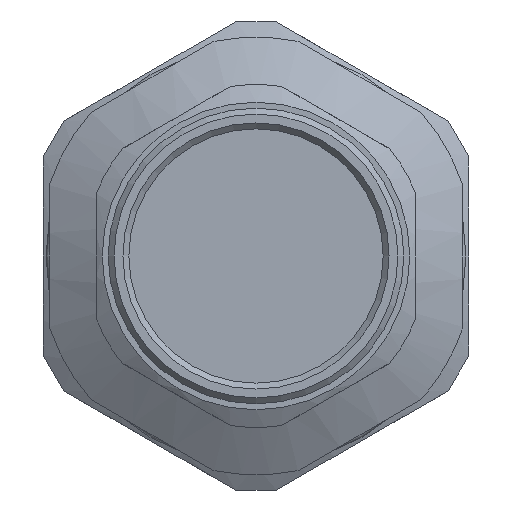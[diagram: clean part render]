
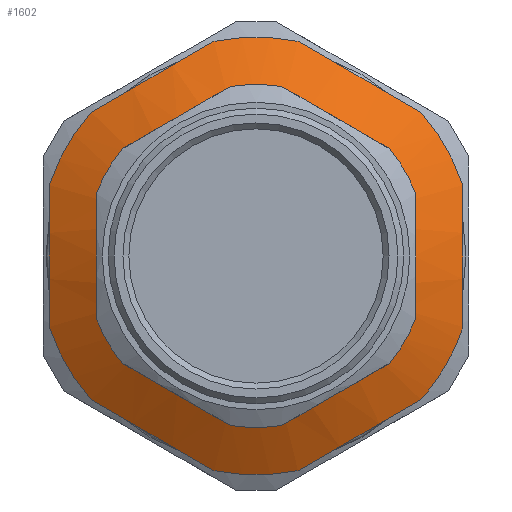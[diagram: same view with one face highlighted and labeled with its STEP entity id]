
A CAD part, left-side view. The second image highlights one B-rep face of the part: STEP entity #1602.
In plain terms, the highlighted conical face has half-angle 60 degrees and reference radius 15.9 mm.
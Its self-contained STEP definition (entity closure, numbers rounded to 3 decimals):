
#41=(
BOUNDED_CURVE()
B_SPLINE_CURVE(2,(#2696,#2697,#2698),.UNSPECIFIED.,.F.,.F.)
B_SPLINE_CURVE_WITH_KNOTS((3,3),(0.,1.206),.UNSPECIFIED.)
CURVE()
GEOMETRIC_REPRESENTATION_ITEM()
RATIONAL_B_SPLINE_CURVE((1.,1.057,1.))
REPRESENTATION_ITEM('')
);
#43=(
BOUNDED_CURVE()
B_SPLINE_CURVE(2,(#2709,#2710,#2711),.UNSPECIFIED.,.F.,.F.)
B_SPLINE_CURVE_WITH_KNOTS((3,3),(0.,1.206),.UNSPECIFIED.)
CURVE()
GEOMETRIC_REPRESENTATION_ITEM()
RATIONAL_B_SPLINE_CURVE((1.,1.057,1.))
REPRESENTATION_ITEM('')
);
#45=(
BOUNDED_CURVE()
B_SPLINE_CURVE(2,(#2722,#2723,#2724),.UNSPECIFIED.,.F.,.F.)
B_SPLINE_CURVE_WITH_KNOTS((3,3),(0.,1.206),.UNSPECIFIED.)
CURVE()
GEOMETRIC_REPRESENTATION_ITEM()
RATIONAL_B_SPLINE_CURVE((1.,1.057,1.))
REPRESENTATION_ITEM('')
);
#47=(
BOUNDED_CURVE()
B_SPLINE_CURVE(2,(#2735,#2736,#2737),.UNSPECIFIED.,.F.,.F.)
B_SPLINE_CURVE_WITH_KNOTS((3,3),(0.,1.206),.UNSPECIFIED.)
CURVE()
GEOMETRIC_REPRESENTATION_ITEM()
RATIONAL_B_SPLINE_CURVE((1.,1.057,1.))
REPRESENTATION_ITEM('')
);
#49=(
BOUNDED_CURVE()
B_SPLINE_CURVE(2,(#2748,#2749,#2750),.UNSPECIFIED.,.F.,.F.)
B_SPLINE_CURVE_WITH_KNOTS((3,3),(0.,1.206),.UNSPECIFIED.)
CURVE()
GEOMETRIC_REPRESENTATION_ITEM()
RATIONAL_B_SPLINE_CURVE((1.,1.057,1.))
REPRESENTATION_ITEM('')
);
#51=(
BOUNDED_CURVE()
B_SPLINE_CURVE(2,(#2761,#2762,#2763),.UNSPECIFIED.,.F.,.F.)
B_SPLINE_CURVE_WITH_KNOTS((3,3),(0.,1.206),.UNSPECIFIED.)
CURVE()
GEOMETRIC_REPRESENTATION_ITEM()
RATIONAL_B_SPLINE_CURVE((1.,1.057,1.))
REPRESENTATION_ITEM('')
);
#85=CONICAL_SURFACE('',#1751,15.9,1.047);
#204=FACE_OUTER_BOUND('',#301,.T.);
#301=EDGE_LOOP('',(#1175,#1176,#1177,#1178,#1179,#1180,#1181,#1182,#1183,
#1184,#1185,#1186,#1187,#1188,#1189,#1190,#1191));
#392=LINE('',#2797,#467);
#467=VECTOR('',#2035,15.9);
#509=CIRCLE('',#1679,13.3);
#510=CIRCLE('',#1680,13.3);
#538=CIRCLE('',#1741,18.5);
#539=CIRCLE('',#1742,18.5);
#540=CIRCLE('',#1744,18.5);
#541=CIRCLE('',#1746,18.5);
#542=CIRCLE('',#1748,18.5);
#543=CIRCLE('',#1750,18.5);
#544=CIRCLE('',#1752,18.5);
#593=VERTEX_POINT('',#2273);
#594=VERTEX_POINT('',#2274);
#646=VERTEX_POINT('',#2694);
#647=VERTEX_POINT('',#2695);
#650=VERTEX_POINT('',#2707);
#651=VERTEX_POINT('',#2708);
#654=VERTEX_POINT('',#2720);
#655=VERTEX_POINT('',#2721);
#658=VERTEX_POINT('',#2733);
#659=VERTEX_POINT('',#2734);
#662=VERTEX_POINT('',#2746);
#663=VERTEX_POINT('',#2747);
#666=VERTEX_POINT('',#2759);
#667=VERTEX_POINT('',#2760);
#672=VERTEX_POINT('',#2784);
#744=EDGE_CURVE('',#593,#594,#509,.T.);
#745=EDGE_CURVE('',#594,#593,#510,.T.);
#820=EDGE_CURVE('',#646,#647,#41,.T.);
#824=EDGE_CURVE('',#650,#651,#43,.T.);
#828=EDGE_CURVE('',#654,#655,#45,.T.);
#832=EDGE_CURVE('',#658,#659,#47,.T.);
#836=EDGE_CURVE('',#662,#663,#49,.T.);
#840=EDGE_CURVE('',#666,#667,#51,.T.);
#853=EDGE_CURVE('',#646,#672,#538,.T.);
#854=EDGE_CURVE('',#672,#667,#539,.T.);
#855=EDGE_CURVE('',#666,#663,#540,.T.);
#856=EDGE_CURVE('',#662,#659,#541,.T.);
#857=EDGE_CURVE('',#658,#655,#542,.T.);
#858=EDGE_CURVE('',#654,#651,#543,.T.);
#859=EDGE_CURVE('',#650,#647,#544,.T.);
#860=EDGE_CURVE('',#672,#593,#392,.T.);
#1175=ORIENTED_EDGE('',*,*,#853,.F.);
#1176=ORIENTED_EDGE('',*,*,#820,.T.);
#1177=ORIENTED_EDGE('',*,*,#859,.F.);
#1178=ORIENTED_EDGE('',*,*,#824,.T.);
#1179=ORIENTED_EDGE('',*,*,#858,.F.);
#1180=ORIENTED_EDGE('',*,*,#828,.T.);
#1181=ORIENTED_EDGE('',*,*,#857,.F.);
#1182=ORIENTED_EDGE('',*,*,#832,.T.);
#1183=ORIENTED_EDGE('',*,*,#856,.F.);
#1184=ORIENTED_EDGE('',*,*,#836,.T.);
#1185=ORIENTED_EDGE('',*,*,#855,.F.);
#1186=ORIENTED_EDGE('',*,*,#840,.T.);
#1187=ORIENTED_EDGE('',*,*,#854,.F.);
#1188=ORIENTED_EDGE('',*,*,#860,.T.);
#1189=ORIENTED_EDGE('',*,*,#744,.T.);
#1190=ORIENTED_EDGE('',*,*,#745,.T.);
#1191=ORIENTED_EDGE('',*,*,#860,.F.);
#1602=ADVANCED_FACE('',(#204),#85,.T.);
#1679=AXIS2_PLACEMENT_3D('',#2275,#1854,#1855);
#1680=AXIS2_PLACEMENT_3D('',#2276,#1856,#1857);
#1741=AXIS2_PLACEMENT_3D('',#2785,#2011,#2012);
#1742=AXIS2_PLACEMENT_3D('',#2786,#2013,#2014);
#1744=AXIS2_PLACEMENT_3D('',#2788,#2017,#2018);
#1746=AXIS2_PLACEMENT_3D('',#2790,#2021,#2022);
#1748=AXIS2_PLACEMENT_3D('',#2792,#2025,#2026);
#1750=AXIS2_PLACEMENT_3D('',#2794,#2029,#2030);
#1751=AXIS2_PLACEMENT_3D('',#2795,#2031,#2032);
#1752=AXIS2_PLACEMENT_3D('',#2796,#2033,#2034);
#1854=DIRECTION('center_axis',(1.,0.,0.));
#1855=DIRECTION('ref_axis',(0.,-1.,0.));
#1856=DIRECTION('center_axis',(1.,0.,0.));
#1857=DIRECTION('ref_axis',(0.,-1.,0.));
#2011=DIRECTION('center_axis',(1.,0.,0.));
#2012=DIRECTION('ref_axis',(0.,0.5,-0.866));
#2013=DIRECTION('center_axis',(1.,0.,0.));
#2014=DIRECTION('ref_axis',(0.,0.5,-0.866));
#2017=DIRECTION('center_axis',(1.,0.,0.));
#2018=DIRECTION('ref_axis',(0.,0.5,-0.866));
#2021=DIRECTION('center_axis',(1.,0.,0.));
#2022=DIRECTION('ref_axis',(0.,0.5,-0.866));
#2025=DIRECTION('center_axis',(1.,0.,0.));
#2026=DIRECTION('ref_axis',(0.,0.5,-0.866));
#2029=DIRECTION('center_axis',(1.,0.,0.));
#2030=DIRECTION('ref_axis',(0.,0.5,-0.866));
#2031=DIRECTION('center_axis',(1.,0.,0.));
#2032=DIRECTION('ref_axis',(0.,0.866,0.5));
#2033=DIRECTION('center_axis',(1.,0.,0.));
#2034=DIRECTION('ref_axis',(0.,0.5,-0.866));
#2035=DIRECTION('',(-0.5,0.75,0.433));
#2273=CARTESIAN_POINT('',(21.53,-10.02,-6.65));
#2274=CARTESIAN_POINT('',(21.53,14.799,0.));
#2275=CARTESIAN_POINT('Origin',(21.53,1.499,0.));
#2276=CARTESIAN_POINT('Origin',(21.53,1.499,0.));
#2694=CARTESIAN_POINT('',(24.532,-16.001,-6.));
#2695=CARTESIAN_POINT('',(24.532,-16.001,6.));
#2696=CARTESIAN_POINT('Ctrl Pts',(24.532,-16.001,-6.));
#2697=CARTESIAN_POINT('Ctrl Pts',(23.408,-16.001,0.));
#2698=CARTESIAN_POINT('Ctrl Pts',(24.532,-16.001,6.));
#2707=CARTESIAN_POINT('',(24.532,-12.447,12.155));
#2708=CARTESIAN_POINT('',(24.532,-2.055,18.155));
#2709=CARTESIAN_POINT('Ctrl Pts',(24.532,-12.447,12.155));
#2710=CARTESIAN_POINT('Ctrl Pts',(23.408,-7.251,15.155));
#2711=CARTESIAN_POINT('Ctrl Pts',(24.532,-2.055,18.155));
#2720=CARTESIAN_POINT('',(24.532,5.053,18.155));
#2721=CARTESIAN_POINT('',(24.532,15.445,12.155));
#2722=CARTESIAN_POINT('Ctrl Pts',(24.532,5.053,18.155));
#2723=CARTESIAN_POINT('Ctrl Pts',(23.408,10.249,15.155));
#2724=CARTESIAN_POINT('Ctrl Pts',(24.532,15.445,12.155));
#2733=CARTESIAN_POINT('',(24.532,18.999,6.));
#2734=CARTESIAN_POINT('',(24.532,18.999,-6.));
#2735=CARTESIAN_POINT('Ctrl Pts',(24.532,18.999,6.));
#2736=CARTESIAN_POINT('Ctrl Pts',(23.408,18.999,0.));
#2737=CARTESIAN_POINT('Ctrl Pts',(24.532,18.999,-6.));
#2746=CARTESIAN_POINT('',(24.532,15.445,-12.155));
#2747=CARTESIAN_POINT('',(24.532,5.053,-18.155));
#2748=CARTESIAN_POINT('Ctrl Pts',(24.532,15.445,-12.155));
#2749=CARTESIAN_POINT('Ctrl Pts',(23.408,10.249,-15.155));
#2750=CARTESIAN_POINT('Ctrl Pts',(24.532,5.053,-18.155));
#2759=CARTESIAN_POINT('',(24.532,-2.055,-18.155));
#2760=CARTESIAN_POINT('',(24.532,-12.447,-12.155));
#2761=CARTESIAN_POINT('Ctrl Pts',(24.532,-2.055,-18.155));
#2762=CARTESIAN_POINT('Ctrl Pts',(23.408,-7.251,-15.155));
#2763=CARTESIAN_POINT('Ctrl Pts',(24.532,-12.447,-12.155));
#2784=CARTESIAN_POINT('',(24.532,-14.523,-9.25));
#2785=CARTESIAN_POINT('Origin',(24.532,1.499,0.));
#2786=CARTESIAN_POINT('Origin',(24.532,1.499,0.));
#2788=CARTESIAN_POINT('Origin',(24.532,1.499,0.));
#2790=CARTESIAN_POINT('Origin',(24.532,1.499,0.));
#2792=CARTESIAN_POINT('Origin',(24.532,1.499,0.));
#2794=CARTESIAN_POINT('Origin',(24.532,1.499,0.));
#2795=CARTESIAN_POINT('Origin',(23.031,1.499,0.));
#2796=CARTESIAN_POINT('Origin',(24.532,1.499,0.));
#2797=CARTESIAN_POINT('',(23.031,-12.271,-7.95));
